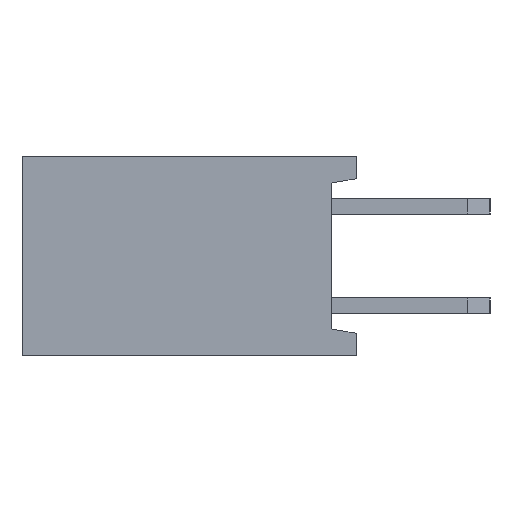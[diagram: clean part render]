
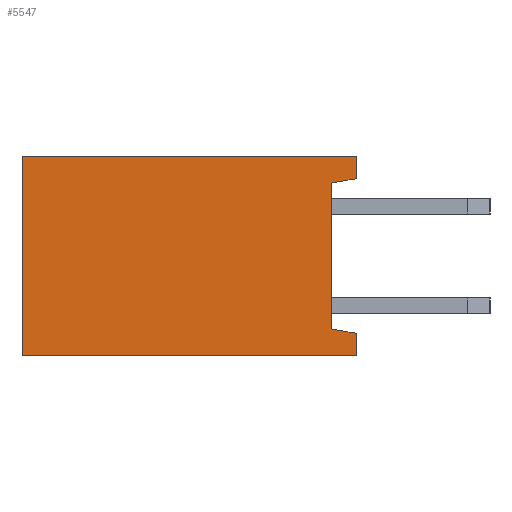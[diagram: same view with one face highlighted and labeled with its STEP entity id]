
A CAD part, left-side view. The second image highlights one B-rep face of the part: STEP entity #5547.
In plain terms, the highlighted planar face has unit normal (-1, 0, 0).
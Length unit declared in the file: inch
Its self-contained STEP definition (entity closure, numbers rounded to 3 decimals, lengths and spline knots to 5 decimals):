
#201 = VERTEX_POINT ( 'NONE', #7665 ) ;
#676 = CARTESIAN_POINT ( 'NONE',  ( -0.96, 0., -0.0775 ) ) ;
#704 = VECTOR ( 'NONE', #9907, 39.37008 ) ;
#1084 = VERTEX_POINT ( 'NONE', #8484 ) ;
#1339 = ORIENTED_EDGE ( 'NONE', *, *, #1439, .T. ) ;
#1439 = EDGE_CURVE ( 'NONE', #9682, #1084, #4043, .T. ) ;
#1445 = DIRECTION ( 'NONE',  ( 0., 1., 0. ) ) ;
#1625 = VECTOR ( 'NONE', #3082, 39.37008 ) ;
#1645 = VERTEX_POINT ( 'NONE', #5824 ) ;
#2191 = CARTESIAN_POINT ( 'NONE',  ( -0.96, 0., 0.1 ) ) ;
#2276 = DIRECTION ( 'NONE',  ( -1., 0., 0. ) ) ;
#2286 = CARTESIAN_POINT ( 'NONE',  ( -0.96, 0., -0.1 ) ) ;
#2354 = LINE ( 'NONE', #5415, #6940 ) ;
#2712 = EDGE_CURVE ( 'NONE', #1084, #3029, #3892, .T. ) ;
#2794 = ORIENTED_EDGE ( 'NONE', *, *, #9709, .F. ) ;
#2812 = EDGE_CURVE ( 'NONE', #5267, #6789, #9310, .T. ) ;
#2888 = DIRECTION ( 'NONE',  ( 0., 0., -1. ) ) ;
#3029 = VERTEX_POINT ( 'NONE', #9681 ) ;
#3082 = DIRECTION ( 'NONE',  ( 0., -0.985, 0.174 ) ) ;
#3574 = EDGE_CURVE ( 'NONE', #6789, #201, #4172, .T. ) ;
#3785 = ORIENTED_EDGE ( 'NONE', *, *, #2812, .F. ) ;
#3791 = VERTEX_POINT ( 'NONE', #2191 ) ;
#3819 = FACE_OUTER_BOUND ( 'NONE', #9541, .T. ) ;
#3823 = LINE ( 'NONE', #10396, #10390 ) ;
#3851 = CARTESIAN_POINT ( 'NONE',  ( -0.96, 0., -0.1 ) ) ;
#3892 = LINE ( 'NONE', #7180, #1625 ) ;
#4043 = LINE ( 'NONE', #5815, #704 ) ;
#4102 = DIRECTION ( 'NONE',  ( 0., 1., 0. ) ) ;
#4172 = LINE ( 'NONE', #5998, #9106 ) ;
#4338 = ORIENTED_EDGE ( 'NONE', *, *, #2712, .T. ) ;
#5267 = VERTEX_POINT ( 'NONE', #2286 ) ;
#5415 = CARTESIAN_POINT ( 'NONE',  ( -0.96, -1.93039, 0.1 ) ) ;
#5441 = PLANE ( 'NONE',  #8090 ) ;
#5547 = ADVANCED_FACE ( 'NONE', ( #3819 ), #5441, .T. ) ;
#5564 = LINE ( 'NONE', #676, #6274 ) ;
#5580 = EDGE_CURVE ( 'NONE', #1645, #9682, #5564, .T. ) ;
#5730 = ORIENTED_EDGE ( 'NONE', *, *, #7583, .F. ) ;
#5815 = CARTESIAN_POINT ( 'NONE',  ( -0.96, 0.025, -0.07309 ) ) ;
#5824 = CARTESIAN_POINT ( 'NONE',  ( -0.96, 0., -0.0775 ) ) ;
#5893 = VECTOR ( 'NONE', #2888, 39.37008 ) ;
#5998 = CARTESIAN_POINT ( 'NONE',  ( -0.96, 0.335, -0.1 ) ) ;
#6274 = VECTOR ( 'NONE', #8890, 39.37008 ) ;
#6789 = VERTEX_POINT ( 'NONE', #10395 ) ;
#6898 = VECTOR ( 'NONE', #4102, 39.37008 ) ;
#6940 = VECTOR ( 'NONE', #1445, 39.37008 ) ;
#7109 = CARTESIAN_POINT ( 'NONE',  ( -0.96, -1.93039, -0.1 ) ) ;
#7164 = DIRECTION ( 'NONE',  ( 0., 0., 1. ) ) ;
#7180 = CARTESIAN_POINT ( 'NONE',  ( -0.96, 0.025, 0.07309 ) ) ;
#7583 = EDGE_CURVE ( 'NONE', #3791, #3029, #8738, .T. ) ;
#7665 = CARTESIAN_POINT ( 'NONE',  ( -0.96, 0.335, 0.1 ) ) ;
#8090 = AXIS2_PLACEMENT_3D ( 'NONE', #7109, #2276, #7164 ) ;
#8099 = ORIENTED_EDGE ( 'NONE', *, *, #8893, .T. ) ;
#8201 = CARTESIAN_POINT ( 'NONE',  ( -0.96, -1.93039, -0.1 ) ) ;
#8348 = CARTESIAN_POINT ( 'NONE',  ( -0.96, 0.025, -0.07309 ) ) ;
#8484 = CARTESIAN_POINT ( 'NONE',  ( -0.96, 0.025, 0.07309 ) ) ;
#8738 = LINE ( 'NONE', #3851, #5893 ) ;
#8890 = DIRECTION ( 'NONE',  ( 0., 0.985, 0.174 ) ) ;
#8893 = EDGE_CURVE ( 'NONE', #3791, #201, #2354, .T. ) ;
#9106 = VECTOR ( 'NONE', #10136, 39.37008 ) ;
#9310 = LINE ( 'NONE', #8201, #6898 ) ;
#9541 = EDGE_LOOP ( 'NONE', ( #8099, #10249, #3785, #2794, #10404, #1339, #4338, #5730 ) ) ;
#9637 = DIRECTION ( 'NONE',  ( 0., 0., -1. ) ) ;
#9681 = CARTESIAN_POINT ( 'NONE',  ( -0.96, 0., 0.0775 ) ) ;
#9682 = VERTEX_POINT ( 'NONE', #8348 ) ;
#9709 = EDGE_CURVE ( 'NONE', #1645, #5267, #3823, .T. ) ;
#9907 = DIRECTION ( 'NONE',  ( 0., 0., 1. ) ) ;
#10136 = DIRECTION ( 'NONE',  ( 0., 0., 1. ) ) ;
#10249 = ORIENTED_EDGE ( 'NONE', *, *, #3574, .F. ) ;
#10390 = VECTOR ( 'NONE', #9637, 39.37008 ) ;
#10395 = CARTESIAN_POINT ( 'NONE',  ( -0.96, 0.335, -0.1 ) ) ;
#10396 = CARTESIAN_POINT ( 'NONE',  ( -0.96, 0., -0.1 ) ) ;
#10404 = ORIENTED_EDGE ( 'NONE', *, *, #5580, .T. ) ;
